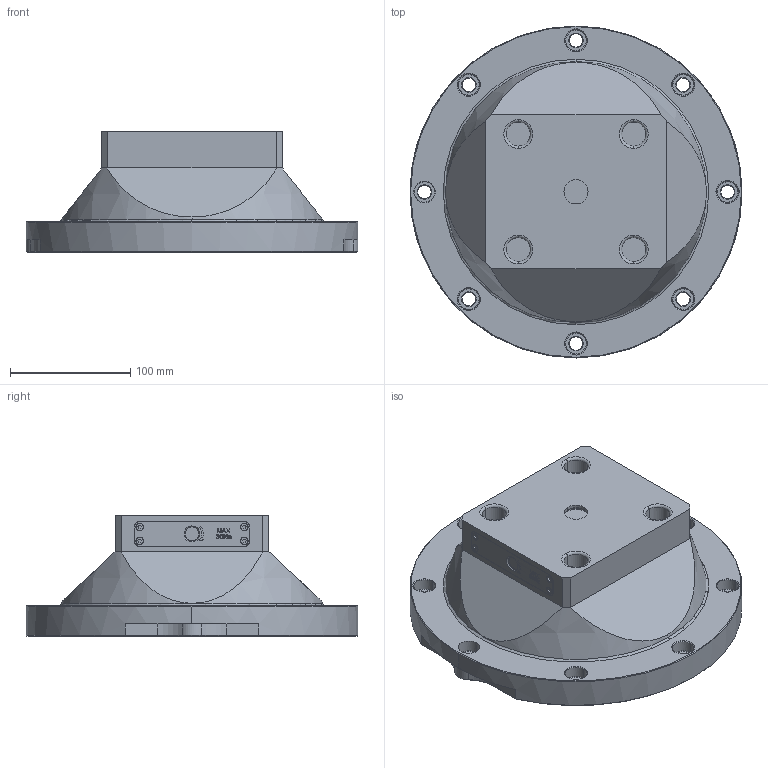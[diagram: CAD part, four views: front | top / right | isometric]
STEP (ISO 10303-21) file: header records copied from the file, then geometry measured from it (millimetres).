
FILE_DESCRIPTION((''),'2;1');
FILE_NAME('D300-SK96-3_ASM_ASM','2023-06-12T',('Administrator'),(''),'PRO/ENGINEER BY PARAMETRIC TECHNOLOGY CORPORATION, 2009360','PRO/ENGINEER BY PARAMETRIC TECHNOLOGY CORPORATION, 2009360','');
FILE_SCHEMA(('CONFIG_CONTROL_DESIGN'));
Length unit declared in the file: millimetre
Products named in the file (1): D300-SK96-3_ASM_ASM
Bounding box: 276 x 276 x 100 mm (x, y, z)
Volume: 3295316 mm3; surface area: 201173.6 mm2
Topology: 1 solids, 22 shells, 620 faces, 1776 edges, 1263 vertices
Faces by surface type: plane 212, cylinder 198, cone 184, torus 26
Entity records: 20954 total; most frequent: CARTESIAN_POINT 3751, DIRECTION 3734, ORIENTED_EDGE 3540, EDGE_CURVE 1770, AXIS2_PLACEMENT_3D 1362, VERTEX_POINT 1263, VECTOR 1010, LINE 1010
